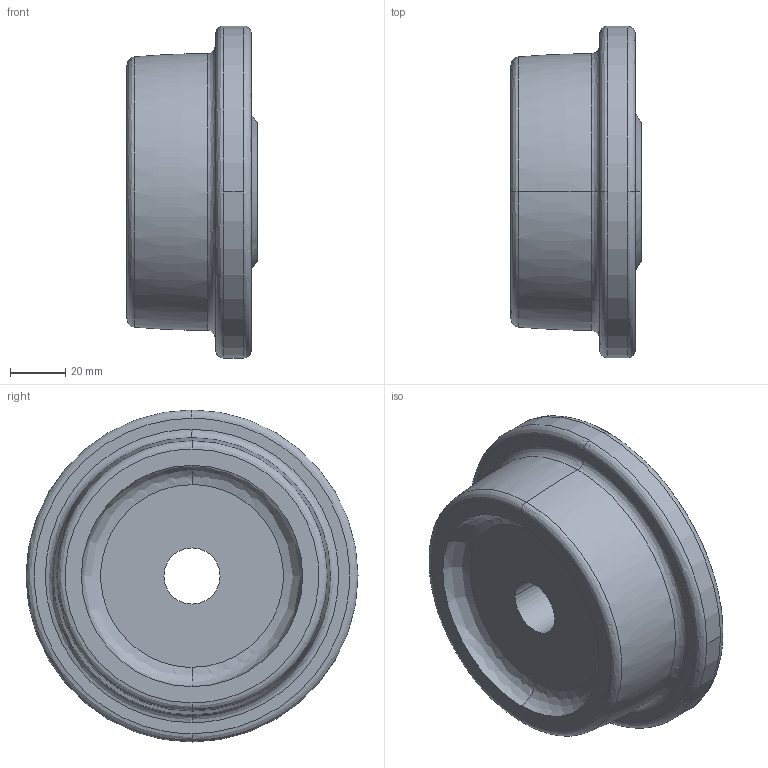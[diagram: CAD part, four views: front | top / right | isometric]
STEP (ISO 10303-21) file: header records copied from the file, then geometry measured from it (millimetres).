
FILE_DESCRIPTION (( 'STEP AP214' ), '1' );
FILE_NAME ('0015565.step', '2022-12-08T12:51:17', ( '' ), ( '' ), 'SwSTEP 2.0', 'SolidWorks 2020', '' );
FILE_SCHEMA (( 'AUTOMOTIVE_DESIGN' ));
Length unit declared in the file: inch
Products named in the file (1): 0015565
Bounding box: 47 x 120 x 120 mm (x, y, z)
Volume: 338655.7 mm3; surface area: 38717.8 mm2
Topology: 1 solids, 1 shells, 23 faces, 50 edges, 32 vertices
Faces by surface type: bspline 12, plane 5, cylinder 4, torus 2
Entity records: 1872 total; most frequent: CARTESIAN_POINT 1059, ORIENTED_EDGE 100, DIRECTION 100, EDGE_CURVE 50, AXIS2_PLACEMENT_3D 48, CIRCLE 36, VERTEX_POINT 32, EDGE_LOOP 28
